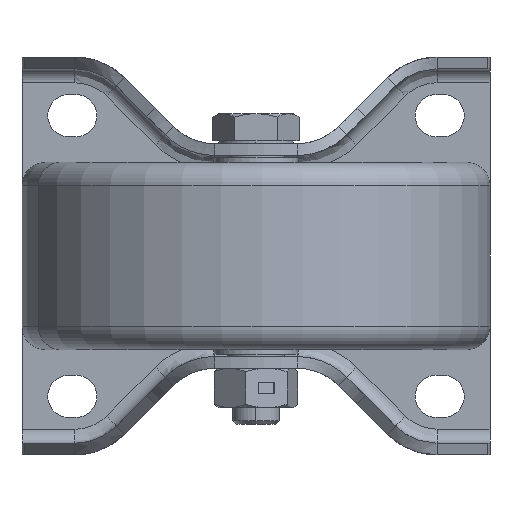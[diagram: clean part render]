
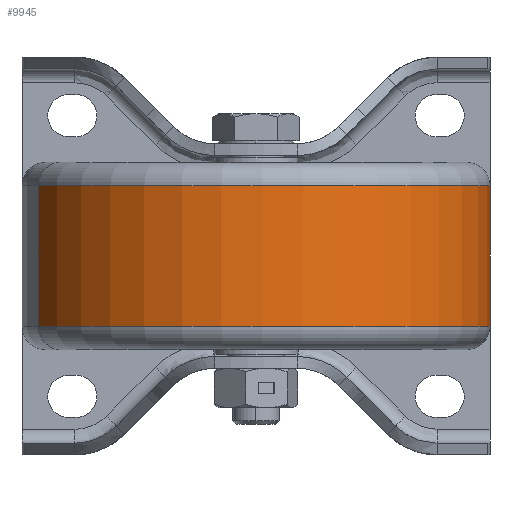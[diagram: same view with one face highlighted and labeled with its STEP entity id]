
A CAD part, front view. The second image highlights one B-rep face of the part: STEP entity #9945.
In plain terms, the highlighted cylindrical face has radius 50 mm (diameter 100 mm), a partial arc.
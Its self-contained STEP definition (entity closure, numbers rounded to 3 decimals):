
#15 = ORIENTED_EDGE ( 'NONE', *, *, #16655, .F. ) ;
#954 = VERTEX_POINT ( 'NONE', #5207 ) ;
#1110 = AXIS2_PLACEMENT_3D ( 'NONE', #13220, #2083, #17870 ) ;
#1653 = VERTEX_POINT ( 'NONE', #10571 ) ;
#1663 = VECTOR ( 'NONE', #15027, 1000. ) ;
#2083 = DIRECTION ( 'NONE',  ( 0., 0., -1. ) ) ;
#2877 = EDGE_LOOP ( 'NONE', ( #15, #15187, #14001, #3046 ) ) ;
#3046 = ORIENTED_EDGE ( 'NONE', *, *, #16121, .T. ) ;
#5207 = CARTESIAN_POINT ( 'NONE',  ( 46.515, -64.161, -15. ) ) ;
#5302 = LINE ( 'NONE', #18091, #1663 ) ;
#6081 = DIRECTION ( 'NONE',  ( 0.93, 0.367, 0. ) ) ;
#8147 = CYLINDRICAL_SURFACE ( 'NONE', #1110, 50. ) ;
#8366 = CARTESIAN_POINT ( 'NONE',  ( 46.515, -64.161, 15. ) ) ;
#8481 = DIRECTION ( 'NONE',  ( 0., 0., -1. ) ) ;
#8673 = AXIS2_PLACEMENT_3D ( 'NONE', #14129, #20557, #6081 ) ;
#8811 = CARTESIAN_POINT ( 'NONE',  ( -46.515, -100.839, -40.585 ) ) ;
#9740 = DIRECTION ( 'NONE',  ( -0.93, -0.367, 0. ) ) ;
#9945 = ADVANCED_FACE ( 'NONE', ( #12812 ), #8147, .T. ) ;
#10399 = LINE ( 'NONE', #8811, #12306 ) ;
#10571 = CARTESIAN_POINT ( 'NONE',  ( -46.515, -100.839, 15. ) ) ;
#11219 = CIRCLE ( 'NONE', #18986, 50. ) ;
#11942 = EDGE_CURVE ( 'NONE', #1653, #14777, #10399, .T. ) ;
#12306 = VECTOR ( 'NONE', #8481, 1000. ) ;
#12812 = FACE_OUTER_BOUND ( 'NONE', #2877, .T. ) ;
#13220 = CARTESIAN_POINT ( 'NONE',  ( 0., -82.5, -40.585 ) ) ;
#13865 = CARTESIAN_POINT ( 'NONE',  ( 0., -82.5, 15. ) ) ;
#14001 = ORIENTED_EDGE ( 'NONE', *, *, #11942, .T. ) ;
#14129 = CARTESIAN_POINT ( 'NONE',  ( 0., -82.5, -15. ) ) ;
#14282 = EDGE_CURVE ( 'NONE', #15698, #1653, #11219, .T. ) ;
#14777 = VERTEX_POINT ( 'NONE', #19783 ) ;
#15027 = DIRECTION ( 'NONE',  ( 0., 0., -1. ) ) ;
#15187 = ORIENTED_EDGE ( 'NONE', *, *, #14282, .T. ) ;
#15698 = VERTEX_POINT ( 'NONE', #8366 ) ;
#16121 = EDGE_CURVE ( 'NONE', #14777, #954, #20811, .T. ) ;
#16655 = EDGE_CURVE ( 'NONE', #15698, #954, #5302, .T. ) ;
#17870 = DIRECTION ( 'NONE',  ( -0.93, -0.367, 0. ) ) ;
#18091 = CARTESIAN_POINT ( 'NONE',  ( 46.515, -64.161, -40.585 ) ) ;
#18986 = AXIS2_PLACEMENT_3D ( 'NONE', #13865, #20298, #9740 ) ;
#19783 = CARTESIAN_POINT ( 'NONE',  ( -46.515, -100.839, -15. ) ) ;
#20298 = DIRECTION ( 'NONE',  ( 0., 0., -1. ) ) ;
#20557 = DIRECTION ( 'NONE',  ( 0., 0., 1. ) ) ;
#20811 = CIRCLE ( 'NONE', #8673, 50. ) ;
